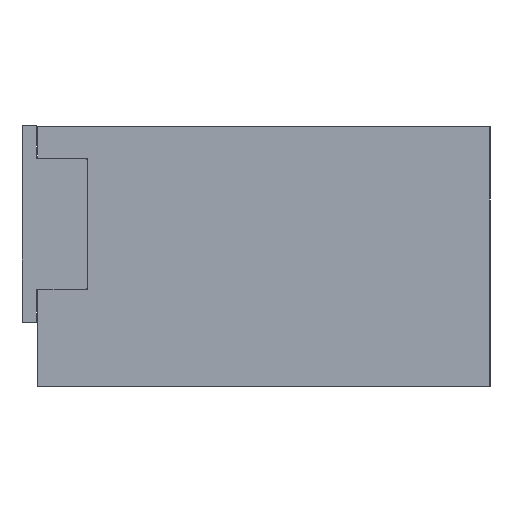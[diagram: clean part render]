
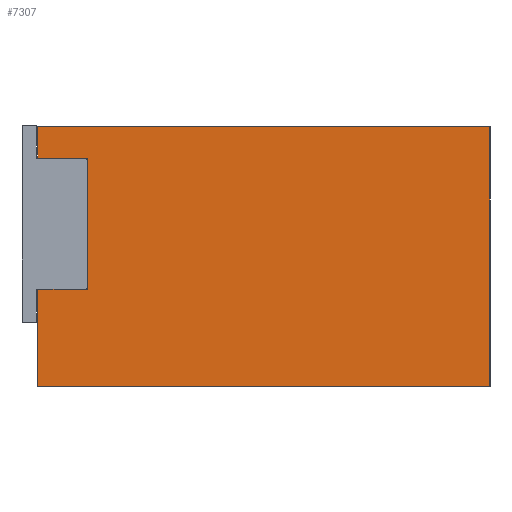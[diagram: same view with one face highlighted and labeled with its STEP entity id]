
A CAD part, left-side view. The second image highlights one B-rep face of the part: STEP entity #7307.
In plain terms, the highlighted planar face has unit normal (-1, 0, 0).
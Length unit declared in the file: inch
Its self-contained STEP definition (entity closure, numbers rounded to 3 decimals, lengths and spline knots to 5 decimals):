
#210 = CARTESIAN_POINT ( 'NONE',  ( -3., 1.724, -0.99 ) ) ;
#1060 = PLANE ( 'NONE',  #13217 ) ;
#1113 = LINE ( 'NONE', #10950, #6388 ) ;
#1265 = DIRECTION ( 'NONE',  ( 0., 0., -1. ) ) ;
#1456 = CARTESIAN_POINT ( 'NONE',  ( -3., 1.724, -0.119 ) ) ;
#1557 = VERTEX_POINT ( 'NONE', #3735 ) ;
#1664 = CARTESIAN_POINT ( 'NONE',  ( -3., 1.724, -0.62 ) ) ;
#1706 = VERTEX_POINT ( 'NONE', #17611 ) ;
#2286 = ORIENTED_EDGE ( 'NONE', *, *, #11760, .F. ) ;
#3272 = VECTOR ( 'NONE', #1265, 39.37008 ) ;
#3336 = CARTESIAN_POINT ( 'NONE',  ( -3., 1.534, -0.119 ) ) ;
#3355 = EDGE_CURVE ( 'NONE', #1557, #15986, #19673, .T. ) ;
#3735 = CARTESIAN_POINT ( 'NONE',  ( -3., 1.724, -0.99 ) ) ;
#4152 = DIRECTION ( 'NONE',  ( 0., 0., 1. ) ) ;
#4309 = DIRECTION ( 'NONE',  ( 0., 1., 0. ) ) ;
#4361 = CARTESIAN_POINT ( 'NONE',  ( -3., 0., -0.99 ) ) ;
#4935 = DIRECTION ( 'NONE',  ( 0., 0., 1. ) ) ;
#4992 = VERTEX_POINT ( 'NONE', #4361 ) ;
#5623 = ORIENTED_EDGE ( 'NONE', *, *, #12641, .F. ) ;
#5970 = CARTESIAN_POINT ( 'NONE',  ( -3., 0., -0.99 ) ) ;
#6081 = CARTESIAN_POINT ( 'NONE',  ( -3., 0., 0. ) ) ;
#6276 = DIRECTION ( 'NONE',  ( 0., 0., 1. ) ) ;
#6388 = VECTOR ( 'NONE', #4309, 39.37008 ) ;
#6656 = DIRECTION ( 'NONE',  ( 0., -1., 0. ) ) ;
#6821 = EDGE_CURVE ( 'NONE', #4992, #1557, #8350, .T. ) ;
#7307 = ADVANCED_FACE ( 'NONE', ( #18969 ), #1060, .T. ) ;
#7452 = VECTOR ( 'NONE', #4935, 39.37008 ) ;
#7686 = CARTESIAN_POINT ( 'NONE',  ( -3., 1.724, 0. ) ) ;
#7733 = ORIENTED_EDGE ( 'NONE', *, *, #6821, .F. ) ;
#7820 = CARTESIAN_POINT ( 'NONE',  ( -3., 1.534, -0.119 ) ) ;
#8350 = LINE ( 'NONE', #210, #10294 ) ;
#9826 = ORIENTED_EDGE ( 'NONE', *, *, #11301, .F. ) ;
#10294 = VECTOR ( 'NONE', #14870, 39.37008 ) ;
#10665 = LINE ( 'NONE', #5970, #3272 ) ;
#10950 = CARTESIAN_POINT ( 'NONE',  ( -3., 1.724, -0.119 ) ) ;
#11009 = VERTEX_POINT ( 'NONE', #7820 ) ;
#11301 = EDGE_CURVE ( 'NONE', #13945, #14095, #19068, .T. ) ;
#11699 = DIRECTION ( 'NONE',  ( 0., -1., 0. ) ) ;
#11760 = EDGE_CURVE ( 'NONE', #15986, #1706, #19451, .T. ) ;
#11832 = VECTOR ( 'NONE', #11699, 39.37008 ) ;
#11853 = VECTOR ( 'NONE', #6276, 39.37008 ) ;
#12503 = ORIENTED_EDGE ( 'NONE', *, *, #15562, .F. ) ;
#12521 = ORIENTED_EDGE ( 'NONE', *, *, #3355, .F. ) ;
#12641 = EDGE_CURVE ( 'NONE', #19271, #4992, #10665, .T. ) ;
#13217 = AXIS2_PLACEMENT_3D ( 'NONE', #6081, #14098, #4152 ) ;
#13302 = LINE ( 'NONE', #19782, #11832 ) ;
#13887 = CARTESIAN_POINT ( 'NONE',  ( -3., 1.724, -0.62 ) ) ;
#13945 = VERTEX_POINT ( 'NONE', #1456 ) ;
#14095 = VERTEX_POINT ( 'NONE', #18821 ) ;
#14098 = DIRECTION ( 'NONE',  ( -1., 0., 0. ) ) ;
#14212 = EDGE_CURVE ( 'NONE', #11009, #13945, #1113, .T. ) ;
#14712 = DIRECTION ( 'NONE',  ( 0., 0., 1. ) ) ;
#14870 = DIRECTION ( 'NONE',  ( 0., 1., 0. ) ) ;
#15499 = ORIENTED_EDGE ( 'NONE', *, *, #14212, .F. ) ;
#15562 = EDGE_CURVE ( 'NONE', #1706, #11009, #19345, .T. ) ;
#15986 = VERTEX_POINT ( 'NONE', #13887 ) ;
#16784 = EDGE_CURVE ( 'NONE', #14095, #19271, #13302, .T. ) ;
#17611 = CARTESIAN_POINT ( 'NONE',  ( -3., 1.534, -0.62 ) ) ;
#17847 = ORIENTED_EDGE ( 'NONE', *, *, #16784, .F. ) ;
#18272 = CARTESIAN_POINT ( 'NONE',  ( -3., 1.534, -0.62 ) ) ;
#18377 = EDGE_LOOP ( 'NONE', ( #5623, #17847, #9826, #15499, #12503, #2286, #12521, #7733 ) ) ;
#18593 = VECTOR ( 'NONE', #6656, 39.37008 ) ;
#18821 = CARTESIAN_POINT ( 'NONE',  ( -3., 1.724, 0. ) ) ;
#18969 = FACE_OUTER_BOUND ( 'NONE', #18377, .T. ) ;
#19068 = LINE ( 'NONE', #7686, #11853 ) ;
#19271 = VERTEX_POINT ( 'NONE', #20805 ) ;
#19345 = LINE ( 'NONE', #3336, #7452 ) ;
#19451 = LINE ( 'NONE', #18272, #18593 ) ;
#19673 = LINE ( 'NONE', #1664, #19814 ) ;
#19782 = CARTESIAN_POINT ( 'NONE',  ( -3., 0., 0. ) ) ;
#19814 = VECTOR ( 'NONE', #14712, 39.37008 ) ;
#20805 = CARTESIAN_POINT ( 'NONE',  ( -3., 0., 0. ) ) ;
